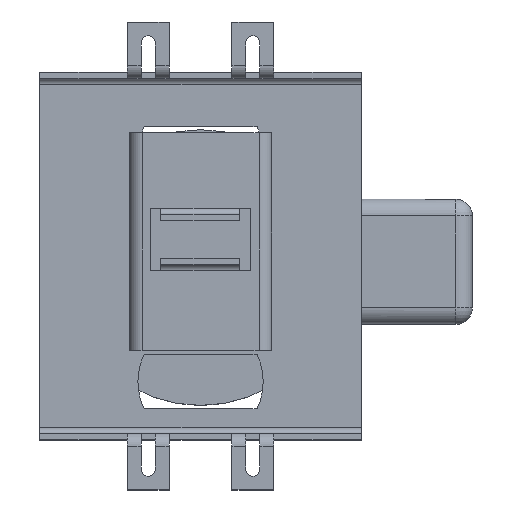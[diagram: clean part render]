
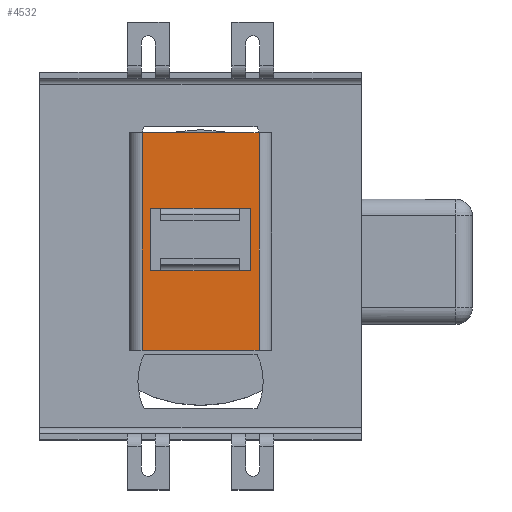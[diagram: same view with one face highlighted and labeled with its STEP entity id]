
A CAD part, top view. The second image highlights one B-rep face of the part: STEP entity #4532.
In plain terms, the highlighted planar face has unit normal (0, 0, 1).
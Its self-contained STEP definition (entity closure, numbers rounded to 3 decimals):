
#21 = CARTESIAN_POINT ( 'NONE',  ( -9.555, -3.5, 20.5 ) ) ;
#205 = CARTESIAN_POINT ( 'NONE',  ( 0., 11.5, 20.5 ) ) ;
#291 = ORIENTED_EDGE ( 'NONE', *, *, #5783, .F. ) ;
#390 = VECTOR ( 'NONE', #5610, 1000. ) ;
#414 = DIRECTION ( 'NONE',  ( 1., 0., 0. ) ) ;
#535 = LINE ( 'NONE', #4472, #4017 ) ;
#579 = ORIENTED_EDGE ( 'NONE', *, *, #4424, .T. ) ;
#662 = EDGE_CURVE ( 'NONE', #1546, #1686, #4594, .T. ) ;
#672 = DIRECTION ( 'NONE',  ( 0., 1., 0. ) ) ;
#682 = EDGE_LOOP ( 'NONE', ( #1407, #291, #1582, #579, #1293, #2583, #2166, #3928 ) ) ;
#701 = CARTESIAN_POINT ( 'NONE',  ( 17., 29.5, 20.5 ) ) ;
#773 = LINE ( 'NONE', #2716, #3995 ) ;
#776 = VERTEX_POINT ( 'NONE', #3087 ) ;
#830 = VERTEX_POINT ( 'NONE', #5151 ) ;
#926 = VECTOR ( 'NONE', #1751, 1000. ) ;
#1092 = CARTESIAN_POINT ( 'NONE',  ( 9.334, -3.5, 20.5 ) ) ;
#1156 = VECTOR ( 'NONE', #2301, 1000. ) ;
#1189 = CARTESIAN_POINT ( 'NONE',  ( 0., 0., 20.5 ) ) ;
#1223 = DIRECTION ( 'NONE',  ( 0., -1., 0. ) ) ;
#1254 = CARTESIAN_POINT ( 'NONE',  ( 12., -3.5, 20.5 ) ) ;
#1293 = ORIENTED_EDGE ( 'NONE', *, *, #6008, .F. ) ;
#1315 = EDGE_CURVE ( 'NONE', #5479, #2167, #3859, .T. ) ;
#1390 = DIRECTION ( 'NONE',  ( -1., 0., 0. ) ) ;
#1407 = ORIENTED_EDGE ( 'NONE', *, *, #4318, .F. ) ;
#1459 = VECTOR ( 'NONE', #4703, 1000. ) ;
#1483 = VERTEX_POINT ( 'NONE', #21 ) ;
#1546 = VERTEX_POINT ( 'NONE', #5192 ) ;
#1582 = ORIENTED_EDGE ( 'NONE', *, *, #662, .F. ) ;
#1680 = FACE_BOUND ( 'NONE', #682, .T. ) ;
#1686 = VERTEX_POINT ( 'NONE', #2710 ) ;
#1751 = DIRECTION ( 'NONE',  ( -1., 0., 0. ) ) ;
#1910 = VERTEX_POINT ( 'NONE', #5469 ) ;
#1921 = LINE ( 'NONE', #3985, #3238 ) ;
#2166 = ORIENTED_EDGE ( 'NONE', *, *, #4489, .F. ) ;
#2167 = VERTEX_POINT ( 'NONE', #5752 ) ;
#2240 = EDGE_CURVE ( 'NONE', #5966, #1483, #5393, .T. ) ;
#2249 = DIRECTION ( 'NONE',  ( 1., 0., 0. ) ) ;
#2255 = EDGE_CURVE ( 'NONE', #2167, #2750, #6331, .T. ) ;
#2301 = DIRECTION ( 'NONE',  ( 0., 1., 0. ) ) ;
#2335 = CARTESIAN_POINT ( 'NONE',  ( 14., 29.5, 20.5 ) ) ;
#2510 = ORIENTED_EDGE ( 'NONE', *, *, #5813, .T. ) ;
#2583 = ORIENTED_EDGE ( 'NONE', *, *, #2643, .F. ) ;
#2643 = EDGE_CURVE ( 'NONE', #830, #4609, #773, .T. ) ;
#2710 = CARTESIAN_POINT ( 'NONE',  ( -12., 11.5, 20.5 ) ) ;
#2716 = CARTESIAN_POINT ( 'NONE',  ( 12., -0.5, 20.5 ) ) ;
#2750 = VERTEX_POINT ( 'NONE', #6459 ) ;
#2920 = ORIENTED_EDGE ( 'NONE', *, *, #2255, .T. ) ;
#2966 = DIRECTION ( 'NONE',  ( 0., -1., 0. ) ) ;
#2972 = VECTOR ( 'NONE', #4041, 1000. ) ;
#3087 = CARTESIAN_POINT ( 'NONE',  ( -14., 29.5, 20.5 ) ) ;
#3117 = ORIENTED_EDGE ( 'NONE', *, *, #4243, .T. ) ;
#3224 = PLANE ( 'NONE',  #5336 ) ;
#3238 = VECTOR ( 'NONE', #5961, 1000. ) ;
#3253 = VECTOR ( 'NONE', #414, 1000. ) ;
#3298 = VECTOR ( 'NONE', #1223, 1000. ) ;
#3613 = LINE ( 'NONE', #4630, #2972 ) ;
#3783 = CARTESIAN_POINT ( 'NONE',  ( -12., 8.5, 20.5 ) ) ;
#3811 = CARTESIAN_POINT ( 'NONE',  ( 9.334, 11.5, 20.5 ) ) ;
#3820 = LINE ( 'NONE', #701, #926 ) ;
#3859 = LINE ( 'NONE', #5900, #3253 ) ;
#3872 = ORIENTED_EDGE ( 'NONE', *, *, #1315, .T. ) ;
#3928 = ORIENTED_EDGE ( 'NONE', *, *, #2240, .T. ) ;
#3952 = CARTESIAN_POINT ( 'NONE',  ( -14., -22.5, 20.5 ) ) ;
#3985 = CARTESIAN_POINT ( 'NONE',  ( -9.555, -3.5, 20.5 ) ) ;
#3995 = VECTOR ( 'NONE', #672, 1000. ) ;
#4017 = VECTOR ( 'NONE', #2966, 1000. ) ;
#4041 = DIRECTION ( 'NONE',  ( -1., 0., 0. ) ) ;
#4243 = EDGE_CURVE ( 'NONE', #2750, #776, #3820, .T. ) ;
#4305 = CARTESIAN_POINT ( 'NONE',  ( 12., 11.5, 20.5 ) ) ;
#4318 = EDGE_CURVE ( 'NONE', #1910, #1483, #1921, .T. ) ;
#4334 = CARTESIAN_POINT ( 'NONE',  ( 0., -3.5, 20.5 ) ) ;
#4424 = EDGE_CURVE ( 'NONE', #1546, #4647, #6145, .T. ) ;
#4435 = EDGE_LOOP ( 'NONE', ( #3117, #2510, #3872, #2920 ) ) ;
#4472 = CARTESIAN_POINT ( 'NONE',  ( -14., -22.5, 20.5 ) ) ;
#4489 = EDGE_CURVE ( 'NONE', #5966, #830, #4770, .T. ) ;
#4495 = VECTOR ( 'NONE', #6276, 1000. ) ;
#4532 = ADVANCED_FACE ( 'NONE', ( #1680, #5751 ), #3224, .T. ) ;
#4594 = LINE ( 'NONE', #5114, #390 ) ;
#4609 = VERTEX_POINT ( 'NONE', #4305 ) ;
#4630 = CARTESIAN_POINT ( 'NONE',  ( 9.334, 11.5, 20.5 ) ) ;
#4647 = VERTEX_POINT ( 'NONE', #3811 ) ;
#4703 = DIRECTION ( 'NONE',  ( 1., 0., 0. ) ) ;
#4770 = LINE ( 'NONE', #1254, #4495 ) ;
#5114 = CARTESIAN_POINT ( 'NONE',  ( -12., 11.5, 20.5 ) ) ;
#5151 = CARTESIAN_POINT ( 'NONE',  ( 12., -3.5, 20.5 ) ) ;
#5192 = CARTESIAN_POINT ( 'NONE',  ( -9.555, 11.5, 20.5 ) ) ;
#5227 = DIRECTION ( 'NONE',  ( 0., 0., 1. ) ) ;
#5336 = AXIS2_PLACEMENT_3D ( 'NONE', #1189, #5227, #2249 ) ;
#5364 = LINE ( 'NONE', #3783, #3298 ) ;
#5393 = LINE ( 'NONE', #4334, #5568 ) ;
#5469 = CARTESIAN_POINT ( 'NONE',  ( -12., -3.5, 20.5 ) ) ;
#5479 = VERTEX_POINT ( 'NONE', #3952 ) ;
#5568 = VECTOR ( 'NONE', #1390, 1000. ) ;
#5610 = DIRECTION ( 'NONE',  ( -1., 0., 0. ) ) ;
#5751 = FACE_OUTER_BOUND ( 'NONE', #4435, .T. ) ;
#5752 = CARTESIAN_POINT ( 'NONE',  ( 14., -22.5, 20.5 ) ) ;
#5783 = EDGE_CURVE ( 'NONE', #1686, #1910, #5364, .T. ) ;
#5813 = EDGE_CURVE ( 'NONE', #776, #5479, #535, .T. ) ;
#5900 = CARTESIAN_POINT ( 'NONE',  ( -17., -22.5, 20.5 ) ) ;
#5961 = DIRECTION ( 'NONE',  ( 1., 0., 0. ) ) ;
#5966 = VERTEX_POINT ( 'NONE', #1092 ) ;
#6008 = EDGE_CURVE ( 'NONE', #4609, #4647, #3613, .T. ) ;
#6145 = LINE ( 'NONE', #205, #1459 ) ;
#6276 = DIRECTION ( 'NONE',  ( 1., 0., 0. ) ) ;
#6331 = LINE ( 'NONE', #2335, #1156 ) ;
#6459 = CARTESIAN_POINT ( 'NONE',  ( 14., 29.5, 20.5 ) ) ;
